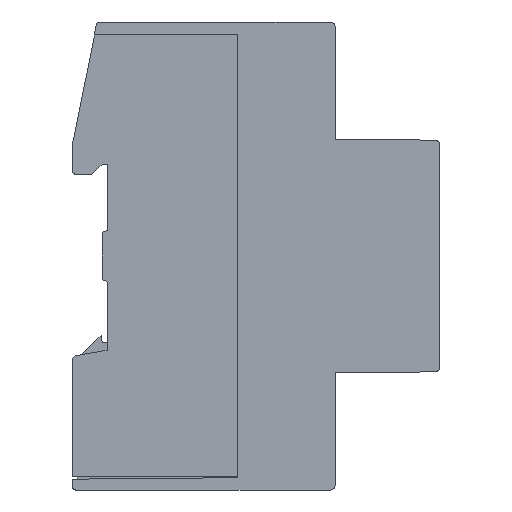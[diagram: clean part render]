
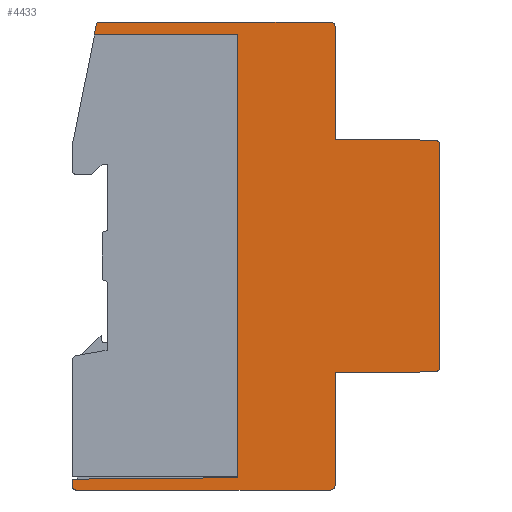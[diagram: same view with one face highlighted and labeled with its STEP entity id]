
A CAD part, left-side view. The second image highlights one B-rep face of the part: STEP entity #4433.
In plain terms, the highlighted planar face has unit normal (-1, 0, 0).
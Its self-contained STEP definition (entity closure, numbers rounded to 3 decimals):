
#3557=EDGE_CURVE('',#7235,#5463,#10436,.F.);
#3995=VERTEX_POINT('',#10926);
#4215=VERTEX_POINT('',#11164);
#4245=VERTEX_POINT('',#11194);
#4433=ADVANCED_FACE('',(#11402),#11403,.F.);
#5463=VERTEX_POINT('',#12542);
#5481=VERTEX_POINT('',#12562);
#5483=EDGE_CURVE('',#7587,#4245,#12564,.T.);
#5491=EDGE_CURVE('',#5627,#10189,#12573,.T.);
#5517=EDGE_CURVE('',#8429,#5481,#12602,.T.);
#5575=VERTEX_POINT('',#12666);
#5627=VERTEX_POINT('',#12721);
#5679=EDGE_CURVE('',#6909,#3995,#12779,.T.);
#6317=EDGE_CURVE('',#10087,#4215,#13467,.F.);
#6703=VERTEX_POINT('',#13893);
#6909=VERTEX_POINT('',#14122);
#7125=EDGE_CURVE('',#9841,#9985,#14356,.F.);
#7183=EDGE_CURVE('',#5481,#5575,#14422,.F.);
#7187=EDGE_CURVE('',#9985,#7235,#14426,.T.);
#7235=VERTEX_POINT('',#14480);
#7587=VERTEX_POINT('',#14878);
#7803=VERTEX_POINT('',#15110);
#8019=EDGE_CURVE('',#7587,#6703,#15347,.T.);
#8357=EDGE_CURVE('',#7803,#6703,#15714,.T.);
#8429=VERTEX_POINT('',#15795);
#8547=EDGE_CURVE('',#4215,#9561,#15927,.T.);
#8619=EDGE_CURVE('',#10189,#9841,#16004,.F.);
#8875=EDGE_CURVE('',#5575,#6909,#16282,.T.);
#9305=EDGE_CURVE('',#10087,#4245,#16765,.F.);
#9367=EDGE_CURVE('',#9561,#8429,#16834,.F.);
#9497=EDGE_CURVE('',#5463,#7803,#16977,.T.);
#9561=VERTEX_POINT('',#17048);
#9841=VERTEX_POINT('',#17354);
#9909=EDGE_CURVE('',#3995,#5627,#17429,.T.);
#9985=VERTEX_POINT('',#17511);
#10087=VERTEX_POINT('',#17620);
#10189=VERTEX_POINT('',#17734);
#10436=LINE('',#18035,#18036);
#10926=CARTESIAN_POINT('',(-8.75,-70.7,21.283));
#11164=CARTESIAN_POINT('',(-8.75,-4.598,44.422));
#11194=CARTESIAN_POINT('',(-8.75,-31.8,42.6));
#11402=FACE_OUTER_BOUND('',#19408,.T.);
#11403=PLANE('',#19409);
#12542=CARTESIAN_POINT('',(-8.75,-0.7,-45.0));
#12562=CARTESIAN_POINT('',(-8.75,-50.6,44.0));
#12564=LINE('',#21158,#21159);
#12573=CIRCLE('',#21172,1.0);
#12602=CIRCLE('',#21211,1.0);
#12666=CARTESIAN_POINT('',(-8.75,-50.6,22.45));
#12721=CARTESIAN_POINT('',(-8.75,-70.7,-21.283));
#12779=CIRCLE('',#21460,1.0);
#13467=LINE('',#22477,#22478);
#13893=CARTESIAN_POINT('',(-8.75,0.0,-42.912));
#14122=CARTESIAN_POINT('',(-8.75,-69.709,22.283));
#14356=LINE('',#23769,#23770);
#14422=LINE('',#23863,#23864);
#14426=CIRCLE('',#23870,1.0);
#14480=CARTESIAN_POINT('',(-8.75,-49.6,-45.0));
#14878=CARTESIAN_POINT('',(-8.75,-31.8,-42.635));
#15110=CARTESIAN_POINT('',(-8.75,0.0,-44.3));
#15347=LINE('',#25141,#25142);
#15714=LINE('',#25673,#25674);
#15795=CARTESIAN_POINT('',(-8.75,-49.6,45.0));
#15927=CIRCLE('',#26020,0.7);
#16004=LINE('',#26153,#26154);
#16282=LINE('',#26568,#26569);
#16765=LINE('',#27242,#27243);
#16834=LINE('',#27342,#27343);
#16977=CIRCLE('',#27536,0.7);
#17048=CARTESIAN_POINT('',(-8.75,-5.287,45.0));
#17354=CARTESIAN_POINT('',(-8.75,-50.6,-22.45));
#17429=LINE('',#28200,#28201);
#17511=CARTESIAN_POINT('',(-8.75,-50.6,-44.0));
#17620=CARTESIAN_POINT('',(-8.75,-4.277,42.6));
#17734=CARTESIAN_POINT('',(-8.75,-69.709,-22.283));
#18035=CARTESIAN_POINT('',(-8.75,-36.55,-45.0));
#18036=VECTOR('',#28961,1.0);
#19408=EDGE_LOOP('',(#29948,#29949,#29950,#29951,#29952,#29953,#29954,#29955,#29956,#29957,#29958,#29959,#29960,#29961,#29962,#29963,#29964,#29965));
#19409=AXIS2_PLACEMENT_3D('',#29966,#29967,#29968);
#21158=CARTESIAN_POINT('',(-8.75,-31.8,0.0));
#21159=VECTOR('',#31363,1.0);
#21172=AXIS2_PLACEMENT_3D('',#31376,#31377,#31378);
#21211=AXIS2_PLACEMENT_3D('',#31410,#31411,#31412);
#21460=AXIS2_PLACEMENT_3D('',#31610,#31611,#31612);
#22477=CARTESIAN_POINT('',(-8.75,-1.847,28.822));
#22478=VECTOR('',#32270,1.0);
#23769=CARTESIAN_POINT('',(-8.75,-50.6,22.5));
#23770=VECTOR('',#33212,1.0);
#23863=CARTESIAN_POINT('',(-8.75,-50.6,22.5));
#23864=VECTOR('',#33289,1.0);
#23870=AXIS2_PLACEMENT_3D('',#33293,#33294,#33295);
#25141=CARTESIAN_POINT('',(-8.75,-53.435,-42.446));
#25142=VECTOR('',#34297,1.0);
#25673=CARTESIAN_POINT('',(-8.75,0.0,0.0));
#25674=VECTOR('',#34625,1.0);
#26020=AXIS2_PLACEMENT_3D('',#34906,#34907,#34908);
#26153=CARTESIAN_POINT('',(-8.75,-60.747,-22.361));
#26154=VECTOR('',#34970,1.0);
#26568=CARTESIAN_POINT('',(-8.75,-60.747,22.361));
#26569=VECTOR('',#35303,1.0);
#27242=CARTESIAN_POINT('',(-8.75,-37.3,42.6));
#27243=VECTOR('',#35830,1.0);
#27342=CARTESIAN_POINT('',(-8.75,-37.3,45.0));
#27343=VECTOR('',#35908,1.0);
#27536=AXIS2_PLACEMENT_3D('',#36059,#36060,#36061);
#28200=CARTESIAN_POINT('',(-8.75,-70.7,11.225));
#28201=VECTOR('',#36549,1.0);
#28961=DIRECTION('',(0.0,-1.0,0.0));
#29948=ORIENTED_EDGE('',*,*,#8019,.T.);
#29949=ORIENTED_EDGE('',*,*,#8357,.F.);
#29950=ORIENTED_EDGE('',*,*,#9497,.F.);
#29951=ORIENTED_EDGE('',*,*,#3557,.F.);
#29952=ORIENTED_EDGE('',*,*,#7187,.F.);
#29953=ORIENTED_EDGE('',*,*,#7125,.F.);
#29954=ORIENTED_EDGE('',*,*,#8619,.F.);
#29955=ORIENTED_EDGE('',*,*,#5491,.F.);
#29956=ORIENTED_EDGE('',*,*,#9909,.F.);
#29957=ORIENTED_EDGE('',*,*,#5679,.F.);
#29958=ORIENTED_EDGE('',*,*,#8875,.F.);
#29959=ORIENTED_EDGE('',*,*,#7183,.F.);
#29960=ORIENTED_EDGE('',*,*,#5517,.F.);
#29961=ORIENTED_EDGE('',*,*,#9367,.F.);
#29962=ORIENTED_EDGE('',*,*,#8547,.F.);
#29963=ORIENTED_EDGE('',*,*,#6317,.F.);
#29964=ORIENTED_EDGE('',*,*,#9305,.T.);
#29965=ORIENTED_EDGE('',*,*,#5483,.F.);
#29966=CARTESIAN_POINT('',(-8.75,-70.7,0.0));
#29967=DIRECTION('',(1.0,0.0,0.0));
#29968=DIRECTION('',(0.0,1.0,0.0));
#31363=DIRECTION('',(0.0,0.0,1.0));
#31376=CARTESIAN_POINT('',(-8.75,-69.7,-21.283));
#31377=DIRECTION('',(1.0,0.0,0.0));
#31378=DIRECTION('',(0.0,-0.009,-1.));
#31410=CARTESIAN_POINT('',(-8.75,-49.6,44.0));
#31411=DIRECTION('',(1.0,0.0,0.0));
#31412=DIRECTION('',(0.0,-1.0,0.0));
#31610=CARTESIAN_POINT('',(-8.75,-69.7,21.283));
#31611=DIRECTION('',(1.0,0.0,0.0));
#31612=DIRECTION('',(0.0,-1.0,0.0));
#32270=DIRECTION('',(0.0,0.174,-0.985));
#33212=DIRECTION('',(0.0,0.0,1.0));
#33289=DIRECTION('',(0.0,0.0,1.0));
#33293=CARTESIAN_POINT('',(-8.75,-49.6,-44.0));
#33294=DIRECTION('',(1.0,0.0,0.0));
#33295=DIRECTION('',(0.0,-1.0,0.0));
#34297=DIRECTION('',(0.0,1.,-0.009));
#34625=DIRECTION('',(0.0,0.0,1.0));
#34906=CARTESIAN_POINT('',(-8.75,-5.287,44.3));
#34907=DIRECTION('',(1.0,0.0,0.0));
#34908=DIRECTION('',(0.0,0.0,1.0));
#34970=DIRECTION('',(0.0,-1.,0.009));
#35303=DIRECTION('',(0.0,-1.,-0.009));
#35830=DIRECTION('',(0.0,1.0,0.0));
#35908=DIRECTION('',(0.0,1.0,0.0));
#36059=CARTESIAN_POINT('',(-8.75,-0.7,-44.3));
#36060=DIRECTION('',(1.0,0.0,0.0));
#36061=DIRECTION('',(0.0,1.0,0.0));
#36549=DIRECTION('',(0.0,0.0,-1.0));
